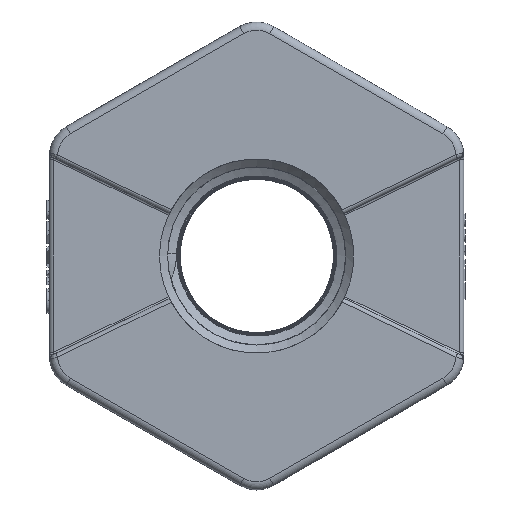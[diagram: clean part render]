
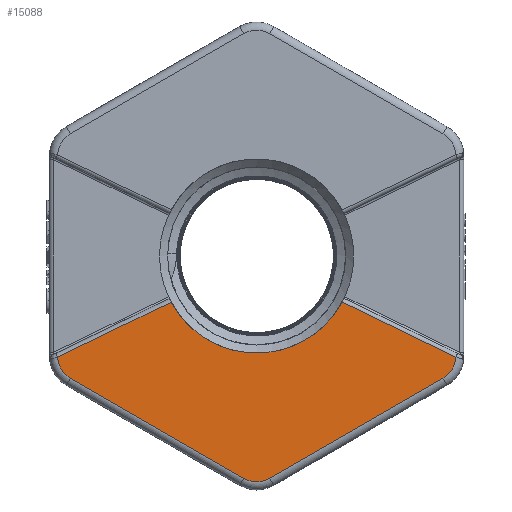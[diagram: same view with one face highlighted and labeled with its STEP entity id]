
A CAD part, left-side view. The second image highlights one B-rep face of the part: STEP entity #15088.
In plain terms, the highlighted planar face has unit normal (-1, 0, 0).
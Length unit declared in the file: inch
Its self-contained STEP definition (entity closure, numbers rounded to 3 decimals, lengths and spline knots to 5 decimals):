
#104=PLANE('',#16007);
#1074=FACE_OUTER_BOUND('',#1953,.T.);
#1953=EDGE_LOOP('',(#10759,#10760,#10761,#10762,#10763,#10764,#10765,#10766));
#2895=CIRCLE('',#16005,0.19);
#2897=CIRCLE('',#16008,0.19);
#2898=CIRCLE('',#16009,0.19);
#2899=CIRCLE('',#16010,0.72);
#3209=LINE('',#24748,#4792);
#3212=LINE('',#24901,#4795);
#3217=LINE('',#25022,#4800);
#3218=LINE('',#25025,#4801);
#4792=VECTOR('',#17070,0.93462);
#4795=VECTOR('',#17085,0.93462);
#4800=VECTOR('',#17116,1.48379);
#4801=VECTOR('',#17119,1.48379);
#6875=VERTEX_POINT('',#24732);
#6878=VERTEX_POINT('',#24746);
#6886=VERTEX_POINT('',#24889);
#6887=VERTEX_POINT('',#24900);
#6897=VERTEX_POINT('',#25015);
#6898=VERTEX_POINT('',#25019);
#6899=VERTEX_POINT('',#25021);
#6900=VERTEX_POINT('',#25023);
#8385=EDGE_CURVE('',#6878,#6875,#3209,.T.);
#8400=EDGE_CURVE('',#6886,#6887,#3212,.T.);
#8417=EDGE_CURVE('',#6887,#6897,#2895,.T.);
#8419=EDGE_CURVE('',#6898,#6878,#2897,.T.);
#8420=EDGE_CURVE('',#6899,#6898,#3217,.T.);
#8421=EDGE_CURVE('',#6900,#6899,#2898,.T.);
#8422=EDGE_CURVE('',#6897,#6900,#3218,.T.);
#8423=EDGE_CURVE('',#6886,#6875,#2899,.T.);
#10759=ORIENTED_EDGE('',*,*,#8385,.F.);
#10760=ORIENTED_EDGE('',*,*,#8419,.F.);
#10761=ORIENTED_EDGE('',*,*,#8420,.F.);
#10762=ORIENTED_EDGE('',*,*,#8421,.F.);
#10763=ORIENTED_EDGE('',*,*,#8422,.F.);
#10764=ORIENTED_EDGE('',*,*,#8417,.F.);
#10765=ORIENTED_EDGE('',*,*,#8400,.F.);
#10766=ORIENTED_EDGE('',*,*,#8423,.T.);
#15088=ADVANCED_FACE('',(#1074),#104,.T.);
#16005=AXIS2_PLACEMENT_3D('',#25016,#17108,#17109);
#16007=AXIS2_PLACEMENT_3D('',#25018,#17112,#17113);
#16008=AXIS2_PLACEMENT_3D('',#25020,#17114,#17115);
#16009=AXIS2_PLACEMENT_3D('',#25024,#17117,#17118);
#16010=AXIS2_PLACEMENT_3D('',#25026,#17120,#17121);
#17070=DIRECTION('',(0.,-0.9,0.436));
#17085=DIRECTION('',(0.,-0.9,-0.436));
#17108=DIRECTION('center_axis',(1.,0.,0.));
#17109=DIRECTION('ref_axis',(0.,-0.863,-0.505));
#17112=DIRECTION('center_axis',(-1.,0.,0.));
#17113=DIRECTION('ref_axis',(0.,0.,1.));
#17114=DIRECTION('center_axis',(1.,0.,0.));
#17115=DIRECTION('ref_axis',(0.,0.863,-0.505));
#17116=DIRECTION('',(0.,0.866,0.5));
#17117=DIRECTION('center_axis',(1.,0.,0.));
#17118=DIRECTION('ref_axis',(0.,0.,-1.));
#17119=DIRECTION('',(0.,0.866,-0.5));
#17120=DIRECTION('center_axis',(1.,0.,0.));
#17121=DIRECTION('ref_axis',(0.,1.,0.));
#24732=CARTESIAN_POINT('',(0.,0.63375,-0.3417));
#24746=CARTESIAN_POINT('',(0.,1.47486,-0.7492));
#24748=CARTESIAN_POINT('',(0.,1.21074,-0.62124));
#24889=CARTESIAN_POINT('',(0.,-0.63375,-0.3417));
#24900=CARTESIAN_POINT('',(0.,-1.47486,-0.7492));
#24901=CARTESIAN_POINT('',(0.,0.14621,0.03616));
#25015=CARTESIAN_POINT('',(0.,-1.38,-0.90644));
#25016=CARTESIAN_POINT('Origin',(0.,-1.285,-0.7419));
#25018=CARTESIAN_POINT('Origin',(0.,1.1275,0.));
#25019=CARTESIAN_POINT('',(0.,1.38,-0.90644));
#25020=CARTESIAN_POINT('Origin',(0.,1.285,-0.7419));
#25021=CARTESIAN_POINT('',(0.,0.095,-1.64834));
#25022=CARTESIAN_POINT('',(0.,1.54406,-0.81172));
#25023=CARTESIAN_POINT('',(0.,-0.095,-1.64834));
#25024=CARTESIAN_POINT('Origin',(0.,0.,-1.48379));
#25025=CARTESIAN_POINT('',(0.,0.06906,-1.74306));
#25026=CARTESIAN_POINT('Origin',(0.,0.,0.));
